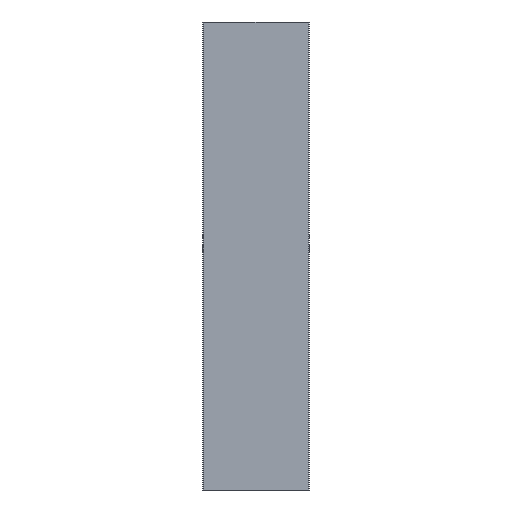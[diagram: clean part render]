
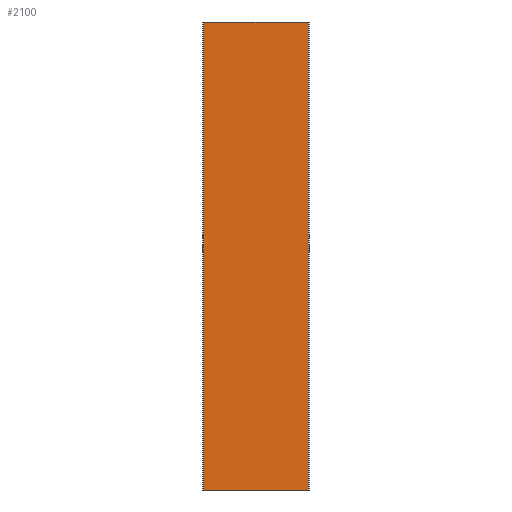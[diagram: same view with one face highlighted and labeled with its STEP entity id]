
A CAD part, front view. The second image highlights one B-rep face of the part: STEP entity #2100.
In plain terms, the highlighted planar face has unit normal (0, -1, 0).
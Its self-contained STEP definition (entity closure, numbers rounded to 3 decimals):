
#90 = DIRECTION ( 'NONE',  ( 0., 0., -1. ) ) ;
#103 = CARTESIAN_POINT ( 'NONE',  ( -59., 0., 264.5 ) ) ;
#106 = VERTEX_POINT ( 'NONE', #704 ) ;
#124 = ORIENTED_EDGE ( 'NONE', *, *, #2268, .F. ) ;
#138 = CARTESIAN_POINT ( 'NONE',  ( 59., 0., -264.5 ) ) ;
#147 = VERTEX_POINT ( 'NONE', #138 ) ;
#209 = DIRECTION ( 'NONE',  ( 0., 1., 0. ) ) ;
#309 = LINE ( 'NONE', #1116, #1404 ) ;
#310 = CARTESIAN_POINT ( 'NONE',  ( 59., 0., 264.5 ) ) ;
#375 = VECTOR ( 'NONE', #535, 1000. ) ;
#406 = FACE_OUTER_BOUND ( 'NONE', #1742, .T. ) ;
#535 = DIRECTION ( 'NONE',  ( 1., 0., 0. ) ) ;
#686 = ORIENTED_EDGE ( 'NONE', *, *, #714, .F. ) ;
#704 = CARTESIAN_POINT ( 'NONE',  ( 59., 0., 264.5 ) ) ;
#709 = LINE ( 'NONE', #1488, #375 ) ;
#714 = EDGE_CURVE ( 'NONE', #1254, #106, #309, .T. ) ;
#816 = DIRECTION ( 'NONE',  ( 0., 0., 1. ) ) ;
#907 = ORIENTED_EDGE ( 'NONE', *, *, #1226, .T. ) ;
#947 = VERTEX_POINT ( 'NONE', #1253 ) ;
#1079 = VECTOR ( 'NONE', #90, 1000. ) ;
#1116 = CARTESIAN_POINT ( 'NONE',  ( 59., 0., 264.5 ) ) ;
#1211 = PLANE ( 'NONE',  #1923 ) ;
#1226 = EDGE_CURVE ( 'NONE', #1254, #947, #2098, .T. ) ;
#1253 = CARTESIAN_POINT ( 'NONE',  ( -59., 0., -264.5 ) ) ;
#1254 = VERTEX_POINT ( 'NONE', #2331 ) ;
#1404 = VECTOR ( 'NONE', #2542, 1000. ) ;
#1488 = CARTESIAN_POINT ( 'NONE',  ( 59., 0., -264.5 ) ) ;
#1573 = DIRECTION ( 'NONE',  ( 0., 0., -1. ) ) ;
#1742 = EDGE_LOOP ( 'NONE', ( #1915, #124, #686, #907 ) ) ;
#1915 = ORIENTED_EDGE ( 'NONE', *, *, #2549, .T. ) ;
#1923 = AXIS2_PLACEMENT_3D ( 'NONE', #2019, #209, #816 ) ;
#2019 = CARTESIAN_POINT ( 'NONE',  ( 59., 0., 264.5 ) ) ;
#2098 = LINE ( 'NONE', #103, #1079 ) ;
#2100 = ADVANCED_FACE ( 'NONE', ( #406 ), #1211, .F. ) ;
#2166 = LINE ( 'NONE', #310, #2481 ) ;
#2268 = EDGE_CURVE ( 'NONE', #106, #147, #2166, .T. ) ;
#2331 = CARTESIAN_POINT ( 'NONE',  ( -59., 0., 264.5 ) ) ;
#2481 = VECTOR ( 'NONE', #1573, 1000. ) ;
#2542 = DIRECTION ( 'NONE',  ( 1., 0., 0. ) ) ;
#2549 = EDGE_CURVE ( 'NONE', #947, #147, #709, .T. ) ;
